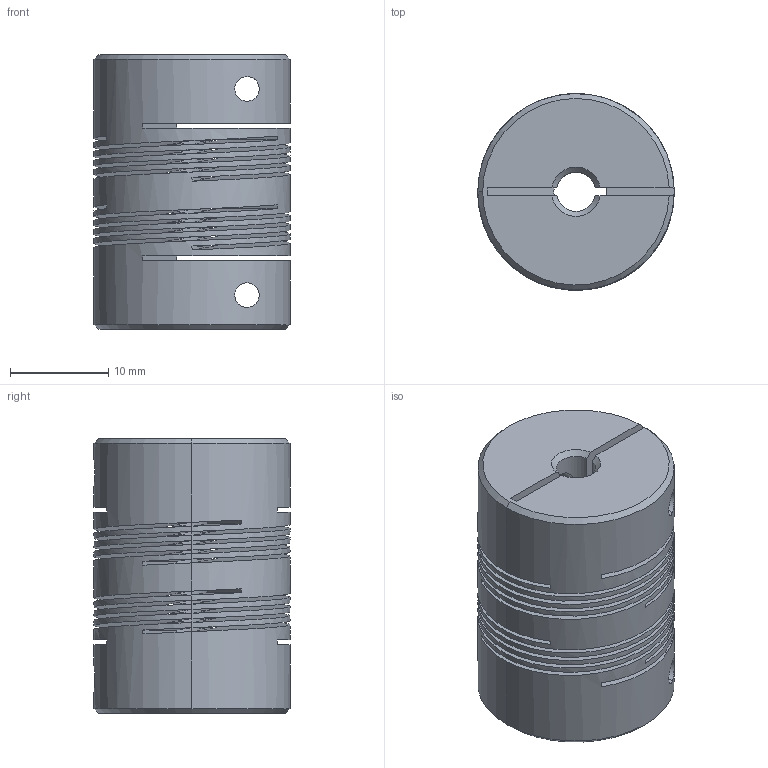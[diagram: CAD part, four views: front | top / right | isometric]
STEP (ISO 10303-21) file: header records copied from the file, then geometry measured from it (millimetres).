
FILE_DESCRIPTION (( 'STEP AP214' ), '1' );
FILE_NAME ('Helical Coupling_4-6,3mm.STEP', '2019-06-07T11:35:33', ( '' ), ( '' ), 'SwSTEP 2.0', 'SolidWorks 2017', '' );
FILE_SCHEMA (( 'AUTOMOTIVE_DESIGN' ));
Length unit declared in the file: millimetre
Products named in the file (1): Helical Coupling_4-6,3mm
Bounding box: 20 x 20 x 28 mm (x, y, z)
Volume: 6228.9 mm3; surface area: 9001.7 mm2
Topology: 1 solids, 1 shells, 106 faces, 343 edges, 227 vertices
Faces by surface type: cylinder 46, plane 35, cone 13, bspline 12
Entity records: 9870 total; most frequent: CARTESIAN_POINT 6957, ORIENTED_EDGE 686, DIRECTION 444, EDGE_CURVE 343, VERTEX_POINT 227, AXIS2_PLACEMENT_3D 150, VECTOR 144, LINE 144
